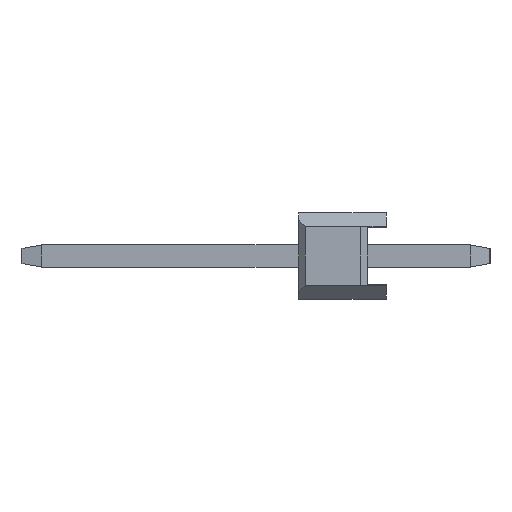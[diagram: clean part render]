
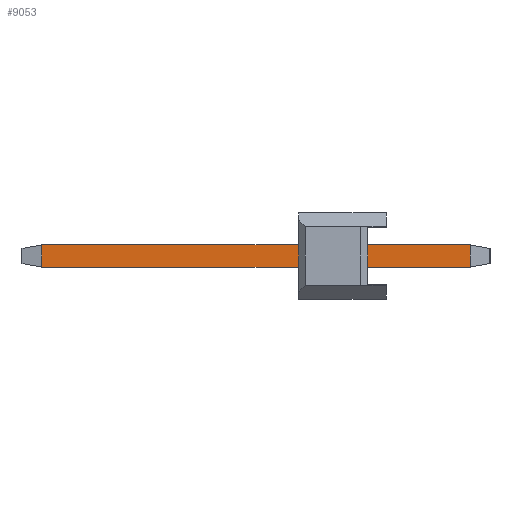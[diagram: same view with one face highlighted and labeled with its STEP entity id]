
A CAD part, left-side view. The second image highlights one B-rep face of the part: STEP entity #9053.
In plain terms, the highlighted planar face has unit normal (-1, 0, 0).
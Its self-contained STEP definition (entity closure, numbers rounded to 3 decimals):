
#476 = CARTESIAN_POINT ( 'NONE',  ( -0.32, 10.54, 0.32 ) ) ;
#1634 = EDGE_CURVE ( 'NONE', #4127, #8872, #6944, .T. ) ;
#2334 = CARTESIAN_POINT ( 'NONE',  ( -0.32, -2.433, -0.32 ) ) ;
#2407 = ORIENTED_EDGE ( 'NONE', *, *, #20272, .T. ) ;
#2540 = VECTOR ( 'NONE', #20368, 1000. ) ;
#2955 = ORIENTED_EDGE ( 'NONE', *, *, #3932, .T. ) ;
#3044 = VECTOR ( 'NONE', #17525, 1000. ) ;
#3932 = EDGE_CURVE ( 'NONE', #4127, #9153, #7835, .T. ) ;
#4127 = VERTEX_POINT ( 'NONE', #13456 ) ;
#4183 = LINE ( 'NONE', #10771, #3044 ) ;
#4393 = ORIENTED_EDGE ( 'NONE', *, *, #1634, .F. ) ;
#4901 = VECTOR ( 'NONE', #5284, 1000. ) ;
#5284 = DIRECTION ( 'NONE',  ( 0., -1., 0. ) ) ;
#6452 = EDGE_CURVE ( 'NONE', #9153, #21606, #13470, .T. ) ;
#6944 = LINE ( 'NONE', #13535, #2540 ) ;
#7191 = DIRECTION ( 'NONE',  ( 1., 0., 0. ) ) ;
#7835 = LINE ( 'NONE', #14475, #16390 ) ;
#8799 = FACE_OUTER_BOUND ( 'NONE', #9889, .T. ) ;
#8872 = VERTEX_POINT ( 'NONE', #9870 ) ;
#9053 = ADVANCED_FACE ( 'NONE', ( #8799 ), #15476, .F. ) ;
#9153 = VERTEX_POINT ( 'NONE', #17697 ) ;
#9870 = CARTESIAN_POINT ( 'NONE',  ( -0.32, -2.433, 0.32 ) ) ;
#9889 = EDGE_LOOP ( 'NONE', ( #13926, #2407, #4393, #2955 ) ) ;
#10771 = CARTESIAN_POINT ( 'NONE',  ( -0.32, -2.433, 0.32 ) ) ;
#12849 = AXIS2_PLACEMENT_3D ( 'NONE', #476, #7191, #13783 ) ;
#13456 = CARTESIAN_POINT ( 'NONE',  ( -0.32, 9.973, 0.32 ) ) ;
#13470 = LINE ( 'NONE', #20302, #4901 ) ;
#13535 = CARTESIAN_POINT ( 'NONE',  ( -0.32, 10.54, 0.32 ) ) ;
#13783 = DIRECTION ( 'NONE',  ( 0., 0., -1. ) ) ;
#13926 = ORIENTED_EDGE ( 'NONE', *, *, #6452, .T. ) ;
#14475 = CARTESIAN_POINT ( 'NONE',  ( -0.32, 9.973, -0.32 ) ) ;
#15476 = PLANE ( 'NONE',  #12849 ) ;
#16390 = VECTOR ( 'NONE', #21287, 1000. ) ;
#17525 = DIRECTION ( 'NONE',  ( 0., 0., 1. ) ) ;
#17697 = CARTESIAN_POINT ( 'NONE',  ( -0.32, 9.973, -0.32 ) ) ;
#20272 = EDGE_CURVE ( 'NONE', #21606, #8872, #4183, .T. ) ;
#20302 = CARTESIAN_POINT ( 'NONE',  ( -0.32, 10.54, -0.32 ) ) ;
#20368 = DIRECTION ( 'NONE',  ( 0., -1., 0. ) ) ;
#21287 = DIRECTION ( 'NONE',  ( 0., 0., -1. ) ) ;
#21606 = VERTEX_POINT ( 'NONE', #2334 ) ;
